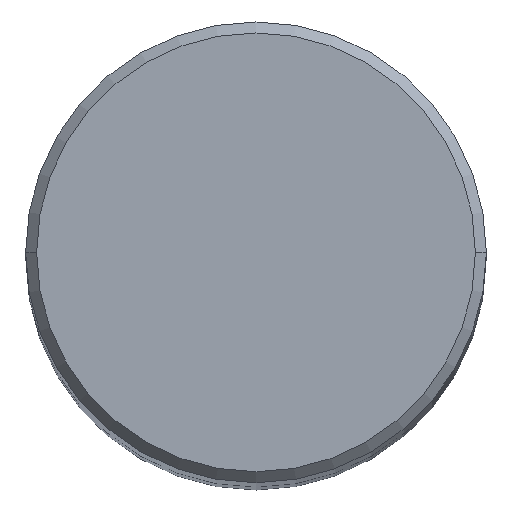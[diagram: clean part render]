
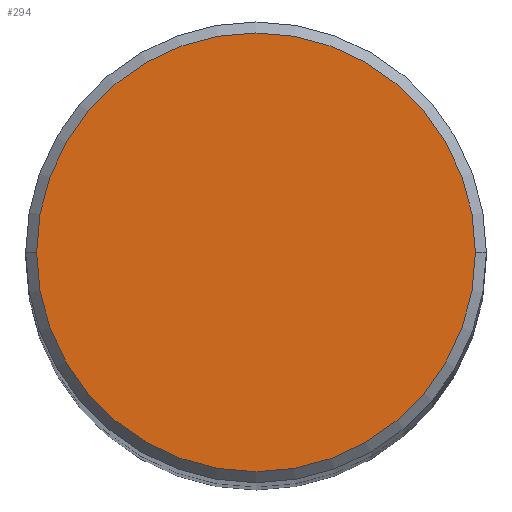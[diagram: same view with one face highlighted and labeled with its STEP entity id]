
A CAD part, top view. The second image highlights one B-rep face of the part: STEP entity #294.
In plain terms, the highlighted planar face has unit normal (0, 0, 1).
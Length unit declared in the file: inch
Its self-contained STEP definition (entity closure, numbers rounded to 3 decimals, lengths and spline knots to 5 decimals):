
#16 = DIRECTION ( 'NONE',  ( 0., 0., 1. ) ) ;
#17 = FACE_OUTER_BOUND ( 'NONE', #265, .T. ) ;
#20 = DIRECTION ( 'NONE',  ( 1., 0., 0. ) ) ;
#53 = VERTEX_POINT ( 'NONE', #75 ) ;
#57 = DIRECTION ( 'NONE',  ( 0., 0., 1. ) ) ;
#71 = ORIENTED_EDGE ( 'NONE', *, *, #218, .T. ) ;
#75 = CARTESIAN_POINT ( 'NONE',  ( 0.29996, 0., 5.90551 ) ) ;
#83 = PLANE ( 'NONE',  #299 ) ;
#93 = ORIENTED_EDGE ( 'NONE', *, *, #155, .T. ) ;
#121 = DIRECTION ( 'NONE',  ( 0., 0., 1. ) ) ;
#141 = CARTESIAN_POINT ( 'NONE',  ( -0.29996, 0., 5.90551 ) ) ;
#143 = CARTESIAN_POINT ( 'NONE',  ( 0., 0., 5.90551 ) ) ;
#145 = CIRCLE ( 'NONE', #209, 0.29996 ) ;
#155 = EDGE_CURVE ( 'NONE', #298, #53, #145, .T. ) ;
#181 = CIRCLE ( 'NONE', #264, 0.29996 ) ;
#190 = CARTESIAN_POINT ( 'NONE',  ( 0., 0., 5.90551 ) ) ;
#209 = AXIS2_PLACEMENT_3D ( 'NONE', #190, #16, #20 ) ;
#218 = EDGE_CURVE ( 'NONE', #53, #298, #181, .T. ) ;
#236 = DIRECTION ( 'NONE',  ( 1., 0., 0. ) ) ;
#255 = CARTESIAN_POINT ( 'NONE',  ( 0., 0., 5.90551 ) ) ;
#259 = DIRECTION ( 'NONE',  ( 1., 0., 0. ) ) ;
#264 = AXIS2_PLACEMENT_3D ( 'NONE', #143, #57, #236 ) ;
#265 = EDGE_LOOP ( 'NONE', ( #93, #71 ) ) ;
#294 = ADVANCED_FACE ( 'NONE', ( #17 ), #83, .T. ) ;
#298 = VERTEX_POINT ( 'NONE', #141 ) ;
#299 = AXIS2_PLACEMENT_3D ( 'NONE', #255, #121, #259 ) ;
